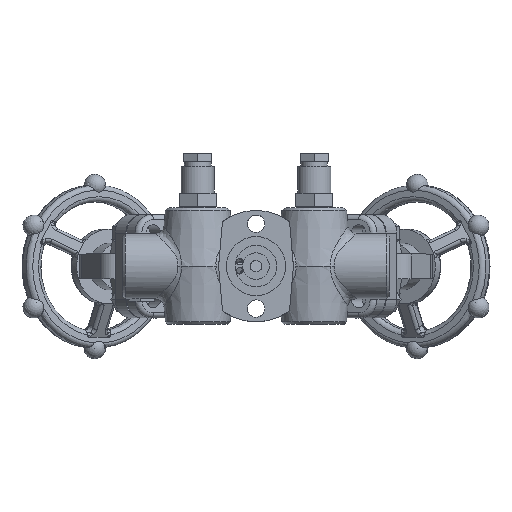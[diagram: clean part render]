
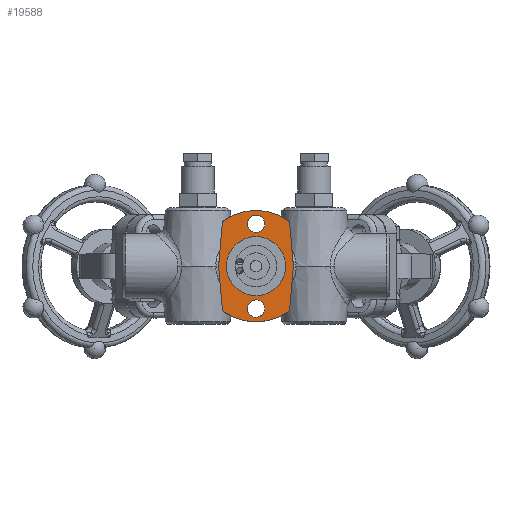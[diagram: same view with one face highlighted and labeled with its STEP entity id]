
A CAD part, top view. The second image highlights one B-rep face of the part: STEP entity #19588.
In plain terms, the highlighted planar face has unit normal (0, 0, 1).
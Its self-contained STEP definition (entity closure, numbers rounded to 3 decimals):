
#2378=LINE('',#42705,#3772);
#2380=LINE('',#42710,#3774);
#2382=LINE('',#42717,#3776);
#2385=LINE('',#42729,#3779);
#3772=VECTOR('',#26342,25.485);
#3774=VECTOR('',#26348,25.485);
#3776=VECTOR('',#26356,25.485);
#3779=VECTOR('',#26373,25.485);
#4258=PLANE('',#21397);
#4464=FACE_BOUND('',#6908,.T.);
#4465=FACE_BOUND('',#6909,.T.);
#4466=FACE_BOUND('',#6910,.T.);
#5584=FACE_OUTER_BOUND('',#6907,.T.);
#6907=EDGE_LOOP('',(#18078,#18079,#18080,#18081,#18082,#18083,#18084,#18085,
#18086,#18087));
#6908=EDGE_LOOP('',(#18088));
#6909=EDGE_LOOP('',(#18089));
#6910=EDGE_LOOP('',(#18090));
#7482=CIRCLE('',#20750,5.25);
#7484=CIRCLE('',#20753,5.25);
#7486=CIRCLE('',#20756,17.75);
#7735=CIRCLE('',#21358,33.5);
#7740=CIRCLE('',#21365,33.5);
#7749=CIRCLE('',#21382,3.);
#7750=CIRCLE('',#21388,3.);
#7751=CIRCLE('',#21392,3.);
#7752=CIRCLE('',#21394,3.);
#8990=VERTEX_POINT('',#36757);
#8993=VERTEX_POINT('',#36773);
#8995=VERTEX_POINT('',#36778);
#9607=VERTEX_POINT('',#41765);
#9608=VERTEX_POINT('',#41767);
#9611=VERTEX_POINT('',#42006);
#9612=VERTEX_POINT('',#42008);
#9614=VERTEX_POINT('',#42697);
#9616=VERTEX_POINT('',#42703);
#9617=VERTEX_POINT('',#42708);
#9618=VERTEX_POINT('',#42714);
#9619=VERTEX_POINT('',#42716);
#9621=VERTEX_POINT('',#42724);
#11473=EDGE_CURVE('',#8990,#8990,#7482,.T.);
#11476=EDGE_CURVE('',#8993,#8993,#7484,.T.);
#11478=EDGE_CURVE('',#8995,#8995,#7486,.T.);
#12416=EDGE_CURVE('',#9607,#9608,#7735,.T.);
#12427=EDGE_CURVE('',#9611,#9612,#7740,.T.);
#12442=EDGE_CURVE('',#9614,#9611,#7749,.T.);
#12445=EDGE_CURVE('',#9616,#9614,#2378,.T.);
#12448=EDGE_CURVE('',#9617,#9616,#2380,.T.);
#12449=EDGE_CURVE('',#9608,#9617,#7750,.T.);
#12451=EDGE_CURVE('',#9618,#9619,#2382,.T.);
#12454=EDGE_CURVE('',#9612,#9618,#7751,.T.);
#12456=EDGE_CURVE('',#9621,#9607,#7752,.T.);
#12458=EDGE_CURVE('',#9619,#9621,#2385,.T.);
#18078=ORIENTED_EDGE('',*,*,#12458,.F.);
#18079=ORIENTED_EDGE('',*,*,#12451,.F.);
#18080=ORIENTED_EDGE('',*,*,#12454,.F.);
#18081=ORIENTED_EDGE('',*,*,#12427,.F.);
#18082=ORIENTED_EDGE('',*,*,#12442,.F.);
#18083=ORIENTED_EDGE('',*,*,#12445,.F.);
#18084=ORIENTED_EDGE('',*,*,#12448,.F.);
#18085=ORIENTED_EDGE('',*,*,#12449,.F.);
#18086=ORIENTED_EDGE('',*,*,#12416,.F.);
#18087=ORIENTED_EDGE('',*,*,#12456,.F.);
#18088=ORIENTED_EDGE('',*,*,#11478,.T.);
#18089=ORIENTED_EDGE('',*,*,#11476,.T.);
#18090=ORIENTED_EDGE('',*,*,#11473,.T.);
#19588=ADVANCED_FACE('',(#5584,#4464,#4465,#4466),#4258,.T.);
#20750=AXIS2_PLACEMENT_3D('',#36758,#24484,#24485);
#20753=AXIS2_PLACEMENT_3D('',#36774,#24490,#24491);
#20756=AXIS2_PLACEMENT_3D('',#36779,#24496,#24497);
#21358=AXIS2_PLACEMENT_3D('',#41768,#26282,#26283);
#21365=AXIS2_PLACEMENT_3D('',#42009,#26298,#26299);
#21382=AXIS2_PLACEMENT_3D('',#42699,#26335,#26336);
#21388=AXIS2_PLACEMENT_3D('',#42712,#26351,#26352);
#21392=AXIS2_PLACEMENT_3D('',#42722,#26362,#26363);
#21394=AXIS2_PLACEMENT_3D('',#42726,#26367,#26368);
#21397=AXIS2_PLACEMENT_3D('',#42730,#26374,#26375);
#24484=DIRECTION('center_axis',(0.,0.,-1.));
#24485=DIRECTION('ref_axis',(1.,0.,0.));
#24490=DIRECTION('center_axis',(0.,0.,-1.));
#24491=DIRECTION('ref_axis',(1.,0.,0.));
#24496=DIRECTION('center_axis',(0.,0.,-1.));
#24497=DIRECTION('ref_axis',(-1.,0.,0.));
#26282=DIRECTION('center_axis',(0.,0.,-1.));
#26283=DIRECTION('ref_axis',(1.,0.,0.));
#26298=DIRECTION('center_axis',(0.,0.,-1.));
#26299=DIRECTION('ref_axis',(1.,0.,0.));
#26335=DIRECTION('center_axis',(0.,0.,-1.));
#26336=DIRECTION('ref_axis',(1.,0.,0.));
#26342=DIRECTION('',(-0.087,-0.996,0.));
#26348=DIRECTION('',(0.087,-0.996,0.));
#26351=DIRECTION('center_axis',(0.,0.,-1.));
#26352=DIRECTION('ref_axis',(1.,0.,0.));
#26356=DIRECTION('',(-0.087,0.996,0.));
#26362=DIRECTION('center_axis',(0.,0.,-1.));
#26363=DIRECTION('ref_axis',(1.,0.,0.));
#26367=DIRECTION('center_axis',(0.,0.,-1.));
#26368=DIRECTION('ref_axis',(1.,0.,0.));
#26373=DIRECTION('',(0.087,0.996,0.));
#26374=DIRECTION('center_axis',(0.,0.,1.));
#26375=DIRECTION('ref_axis',(1.,0.,0.));
#36757=CARTESIAN_POINT('',(-5.25,25.5,25.5));
#36758=CARTESIAN_POINT('Origin',(0.,25.5,25.5));
#36773=CARTESIAN_POINT('',(-5.25,-25.5,25.5));
#36774=CARTESIAN_POINT('Origin',(0.,-25.5,25.5));
#36778=CARTESIAN_POINT('',(17.75,0.,25.5));
#36779=CARTESIAN_POINT('Origin',(0.,0.,25.5));
#41765=CARTESIAN_POINT('',(-18.991,27.597,25.5));
#41767=CARTESIAN_POINT('',(18.991,27.597,25.5));
#41768=CARTESIAN_POINT('Origin',(0.,0.,25.5));
#42006=CARTESIAN_POINT('',(18.991,-27.597,25.5));
#42008=CARTESIAN_POINT('',(-18.991,-27.597,25.5));
#42009=CARTESIAN_POINT('Origin',(0.,0.,25.5));
#42697=CARTESIAN_POINT('',(20.279,-25.387,25.5));
#42699=CARTESIAN_POINT('Origin',(17.29,-25.126,25.5));
#42703=CARTESIAN_POINT('',(22.504,0.,25.5));
#42705=CARTESIAN_POINT('',(22.504,0.,25.5));
#42708=CARTESIAN_POINT('',(20.279,25.387,25.5));
#42710=CARTESIAN_POINT('',(20.279,25.387,25.5));
#42712=CARTESIAN_POINT('Origin',(17.29,25.126,25.5));
#42714=CARTESIAN_POINT('',(-20.279,-25.387,25.5));
#42716=CARTESIAN_POINT('',(-22.504,0.,25.5));
#42717=CARTESIAN_POINT('',(-20.279,-25.387,25.5));
#42722=CARTESIAN_POINT('Origin',(-17.29,-25.126,25.5));
#42724=CARTESIAN_POINT('',(-20.279,25.387,25.5));
#42726=CARTESIAN_POINT('Origin',(-17.29,25.126,25.5));
#42729=CARTESIAN_POINT('',(-22.504,0.,25.5));
#42730=CARTESIAN_POINT('Origin',(0.,0.,25.5));
